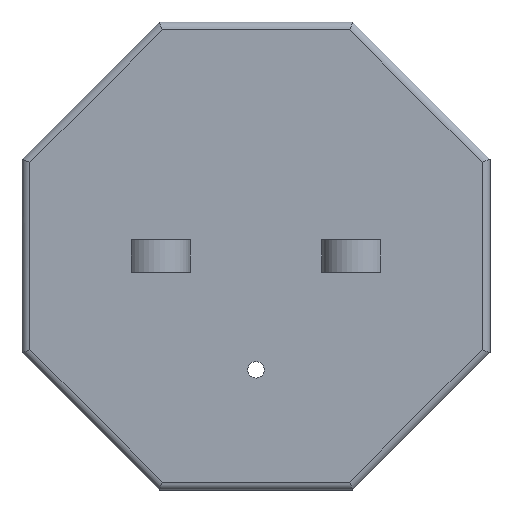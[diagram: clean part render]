
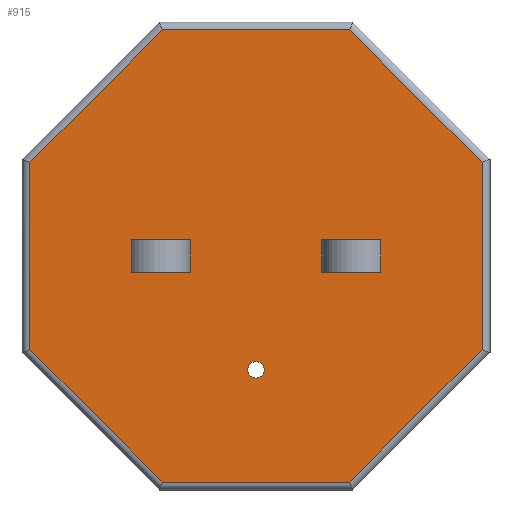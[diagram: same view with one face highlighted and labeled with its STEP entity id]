
A CAD part, front view. The second image highlights one B-rep face of the part: STEP entity #915.
In plain terms, the highlighted planar face has unit normal (0, -1, 0).
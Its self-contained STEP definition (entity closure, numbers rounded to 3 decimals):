
#33=FACE_BOUND('',#151,.T.);
#34=FACE_BOUND('',#152,.T.);
#35=FACE_BOUND('',#153,.T.);
#48=PLANE('',#1008);
#92=FACE_OUTER_BOUND('',#150,.T.);
#150=EDGE_LOOP('',(#689,#690,#691,#692,#693,#694,#695,#696));
#151=EDGE_LOOP('',(#697));
#152=EDGE_LOOP('',(#698,#699,#700,#701));
#153=EDGE_LOOP('',(#702,#703,#704,#705));
#199=LINE('',#1342,#302);
#203=LINE('',#1351,#306);
#206=LINE('',#1358,#309);
#208=LINE('',#1366,#311);
#209=LINE('',#1372,#312);
#211=LINE('',#1380,#314);
#214=LINE('',#1388,#317);
#216=LINE('',#1394,#319);
#218=LINE('',#1400,#321);
#219=LINE('',#1404,#322);
#222=LINE('',#1412,#325);
#224=LINE('',#1416,#327);
#234=LINE('',#1437,#337);
#235=LINE('',#1438,#338);
#236=LINE('',#1440,#339);
#237=LINE('',#1441,#340);
#302=VECTOR('',#1072,10.);
#306=VECTOR('',#1078,10.);
#309=VECTOR('',#1085,10.);
#311=VECTOR('',#1093,10.);
#312=VECTOR('',#1098,10.);
#314=VECTOR('',#1106,10.);
#317=VECTOR('',#1113,10.);
#319=VECTOR('',#1119,10.);
#321=VECTOR('',#1125,10.);
#322=VECTOR('',#1130,10.);
#325=VECTOR('',#1137,10.);
#327=VECTOR('',#1143,10.);
#337=VECTOR('',#1163,10.);
#338=VECTOR('',#1164,10.);
#339=VECTOR('',#1165,10.);
#340=VECTOR('',#1166,10.);
#402=CIRCLE('',#978,1.25);
#412=VERTEX_POINT('',#1330);
#416=VERTEX_POINT('',#1339);
#417=VERTEX_POINT('',#1341);
#420=VERTEX_POINT('',#1348);
#421=VERTEX_POINT('',#1350);
#423=VERTEX_POINT('',#1356);
#426=VERTEX_POINT('',#1364);
#428=VERTEX_POINT('',#1370);
#429=VERTEX_POINT('',#1371);
#432=VERTEX_POINT('',#1379);
#435=VERTEX_POINT('',#1387);
#437=VERTEX_POINT('',#1393);
#439=VERTEX_POINT('',#1399);
#440=VERTEX_POINT('',#1403);
#443=VERTEX_POINT('',#1411);
#449=VERTEX_POINT('',#1436);
#450=VERTEX_POINT('',#1439);
#490=EDGE_CURVE('',#412,#412,#402,.T.);
#495=EDGE_CURVE('',#417,#416,#199,.T.);
#499=EDGE_CURVE('',#421,#420,#203,.T.);
#503=EDGE_CURVE('',#416,#423,#206,.T.);
#507=EDGE_CURVE('',#420,#426,#208,.T.);
#509=EDGE_CURVE('',#428,#429,#209,.T.);
#513=EDGE_CURVE('',#429,#432,#211,.T.);
#517=EDGE_CURVE('',#432,#435,#214,.T.);
#520=EDGE_CURVE('',#435,#437,#216,.T.);
#523=EDGE_CURVE('',#437,#439,#218,.T.);
#525=EDGE_CURVE('',#440,#428,#219,.T.);
#529=EDGE_CURVE('',#439,#443,#222,.T.);
#532=EDGE_CURVE('',#443,#440,#224,.T.);
#542=EDGE_CURVE('',#423,#449,#234,.T.);
#543=EDGE_CURVE('',#449,#417,#235,.T.);
#544=EDGE_CURVE('',#426,#450,#236,.T.);
#545=EDGE_CURVE('',#450,#421,#237,.T.);
#689=ORIENTED_EDGE('',*,*,#509,.F.);
#690=ORIENTED_EDGE('',*,*,#525,.F.);
#691=ORIENTED_EDGE('',*,*,#532,.F.);
#692=ORIENTED_EDGE('',*,*,#529,.F.);
#693=ORIENTED_EDGE('',*,*,#523,.F.);
#694=ORIENTED_EDGE('',*,*,#520,.F.);
#695=ORIENTED_EDGE('',*,*,#517,.F.);
#696=ORIENTED_EDGE('',*,*,#513,.F.);
#697=ORIENTED_EDGE('',*,*,#490,.T.);
#698=ORIENTED_EDGE('',*,*,#542,.T.);
#699=ORIENTED_EDGE('',*,*,#543,.T.);
#700=ORIENTED_EDGE('',*,*,#495,.T.);
#701=ORIENTED_EDGE('',*,*,#503,.T.);
#702=ORIENTED_EDGE('',*,*,#507,.T.);
#703=ORIENTED_EDGE('',*,*,#544,.T.);
#704=ORIENTED_EDGE('',*,*,#545,.T.);
#705=ORIENTED_EDGE('',*,*,#499,.T.);
#915=ADVANCED_FACE('',(#92,#33,#34,#35),#48,.F.);
#978=AXIS2_PLACEMENT_3D('',#1331,#1063,#1064);
#1008=AXIS2_PLACEMENT_3D('',#1435,#1161,#1162);
#1063=DIRECTION('center_axis',(0.,1.,0.));
#1064=DIRECTION('ref_axis',(1.,0.,0.));
#1072=DIRECTION('',(0.,0.,-1.));
#1078=DIRECTION('',(0.,0.,1.));
#1085=DIRECTION('',(-1.,0.,0.));
#1093=DIRECTION('',(1.,0.,0.));
#1098=DIRECTION('',(0.707,0.,0.707));
#1106=DIRECTION('',(1.,0.,0.));
#1113=DIRECTION('',(0.707,0.,-0.707));
#1119=DIRECTION('',(0.,0.,-1.));
#1125=DIRECTION('',(-0.707,0.,-0.707));
#1130=DIRECTION('',(0.,0.,1.));
#1137=DIRECTION('',(-1.,0.,0.));
#1143=DIRECTION('',(-0.707,0.,0.707));
#1161=DIRECTION('center_axis',(0.,1.,0.));
#1162=DIRECTION('ref_axis',(0.,0.,1.));
#1163=DIRECTION('',(0.,0.,1.));
#1164=DIRECTION('',(1.,0.,0.));
#1165=DIRECTION('',(0.,0.,-1.));
#1166=DIRECTION('',(-1.,0.,0.));
#1330=CARTESIAN_POINT('',(-1.25,0.,-17.321));
#1331=CARTESIAN_POINT('Origin',(0.,0.,-17.321));
#1339=CARTESIAN_POINT('',(19.,0.,-2.5));
#1341=CARTESIAN_POINT('',(19.,0.,2.5));
#1342=CARTESIAN_POINT('',(19.,0.,2.5));
#1348=CARTESIAN_POINT('',(-19.,0.,2.5));
#1350=CARTESIAN_POINT('',(-19.,0.,-2.5));
#1351=CARTESIAN_POINT('',(-19.,0.,-2.5));
#1356=CARTESIAN_POINT('',(10.,0.,-2.5));
#1358=CARTESIAN_POINT('',(5.,0.,-2.5));
#1364=CARTESIAN_POINT('',(-10.,0.,2.5));
#1366=CARTESIAN_POINT('',(-5.,0.,2.5));
#1370=CARTESIAN_POINT('',(-34.392,0.,14.246));
#1371=CARTESIAN_POINT('',(-14.246,0.,34.392));
#1372=CARTESIAN_POINT('',(-29.531,0.,19.106));
#1379=CARTESIAN_POINT('',(14.246,0.,34.392));
#1380=CARTESIAN_POINT('',(-7.371,0.,34.392));
#1387=CARTESIAN_POINT('',(34.392,0.,14.246));
#1388=CARTESIAN_POINT('',(19.106,0.,29.531));
#1393=CARTESIAN_POINT('',(34.392,0.,-14.246));
#1394=CARTESIAN_POINT('',(34.392,0.,7.371));
#1399=CARTESIAN_POINT('',(14.246,0.,-34.392));
#1400=CARTESIAN_POINT('',(29.531,0.,-19.106));
#1403=CARTESIAN_POINT('',(-34.392,0.,-14.246));
#1404=CARTESIAN_POINT('',(-34.392,0.,-7.371));
#1411=CARTESIAN_POINT('',(-14.246,0.,-34.392));
#1412=CARTESIAN_POINT('',(7.371,0.,-34.392));
#1416=CARTESIAN_POINT('',(-19.106,0.,-29.531));
#1435=CARTESIAN_POINT('Origin',(0.,0.,0.));
#1436=CARTESIAN_POINT('',(10.,0.,2.5));
#1437=CARTESIAN_POINT('',(10.,0.,1.25));
#1438=CARTESIAN_POINT('',(10.,0.,2.5));
#1439=CARTESIAN_POINT('',(-10.,0.,-2.5));
#1440=CARTESIAN_POINT('',(-10.,0.,-1.25));
#1441=CARTESIAN_POINT('',(-10.,0.,-2.5));
